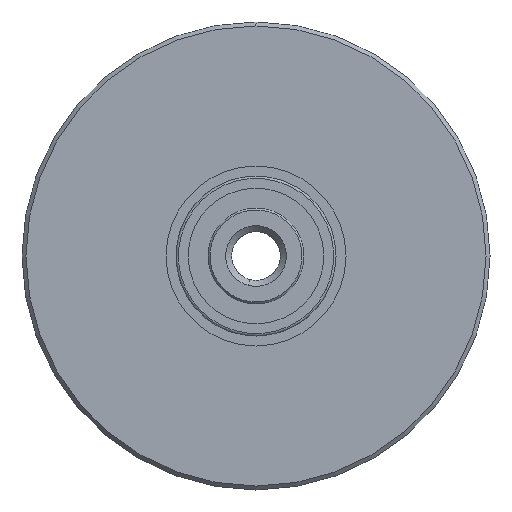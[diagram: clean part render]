
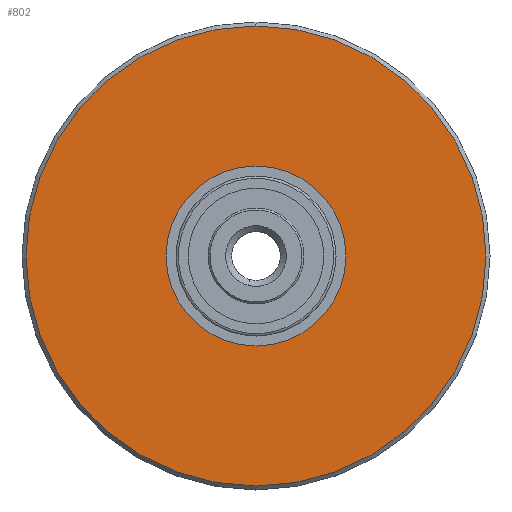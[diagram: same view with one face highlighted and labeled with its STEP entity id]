
A CAD part, left-side view. The second image highlights one B-rep face of the part: STEP entity #802.
In plain terms, the highlighted planar face has unit normal (-1, 0, 0).
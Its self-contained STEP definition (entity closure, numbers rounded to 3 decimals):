
#260 = CIRCLE ( 'NONE', #1203, 57.5 ) ;
#456 = ORIENTED_EDGE ( 'NONE', *, *, #3232, .F. ) ;
#469 = CARTESIAN_POINT ( 'NONE',  ( -8.5, 0., 0. ) ) ;
#482 = DIRECTION ( 'NONE',  ( -1., 0., 0. ) ) ;
#500 = DIRECTION ( 'NONE',  ( 0., 0., -1. ) ) ;
#587 = CIRCLE ( 'NONE', #3906, 22.5 ) ;
#654 = CARTESIAN_POINT ( 'NONE',  ( -8.5, 0., 57.5 ) ) ;
#660 = VERTEX_POINT ( 'NONE', #1640 ) ;
#762 = VERTEX_POINT ( 'NONE', #2853 ) ;
#802 = ADVANCED_FACE ( 'NONE', ( #4383, #1281 ), #1799, .F. ) ;
#867 = EDGE_LOOP ( 'NONE', ( #2145, #3397 ) ) ;
#870 = DIRECTION ( 'NONE',  ( 0., 0., 1. ) ) ;
#961 = VERTEX_POINT ( 'NONE', #654 ) ;
#1203 = AXIS2_PLACEMENT_3D ( 'NONE', #1682, #4351, #500 ) ;
#1210 = AXIS2_PLACEMENT_3D ( 'NONE', #2172, #3702, #3718 ) ;
#1281 = FACE_BOUND ( 'NONE', #4705, .T. ) ;
#1373 = DIRECTION ( 'NONE',  ( 0., 0., -1. ) ) ;
#1640 = CARTESIAN_POINT ( 'NONE',  ( -8.5, 0., -22.5 ) ) ;
#1682 = CARTESIAN_POINT ( 'NONE',  ( -8.5, 0., 0. ) ) ;
#1720 = CIRCLE ( 'NONE', #2553, 57.5 ) ;
#1799 = PLANE ( 'NONE',  #3647 ) ;
#1811 = VERTEX_POINT ( 'NONE', #4159 ) ;
#2069 = ORIENTED_EDGE ( 'NONE', *, *, #3187, .F. ) ;
#2125 = DIRECTION ( 'NONE',  ( 1., 0., 0. ) ) ;
#2145 = ORIENTED_EDGE ( 'NONE', *, *, #4268, .T. ) ;
#2172 = CARTESIAN_POINT ( 'NONE',  ( -8.5, 0., 0. ) ) ;
#2387 = CIRCLE ( 'NONE', #1210, 22.5 ) ;
#2553 = AXIS2_PLACEMENT_3D ( 'NONE', #3247, #3300, #4879 ) ;
#2853 = CARTESIAN_POINT ( 'NONE',  ( -8.5, 0., -57.5 ) ) ;
#2900 = CARTESIAN_POINT ( 'NONE',  ( -8.5, 22.5, 0. ) ) ;
#3187 = EDGE_CURVE ( 'NONE', #660, #1811, #587, .T. ) ;
#3232 = EDGE_CURVE ( 'NONE', #1811, #660, #2387, .T. ) ;
#3247 = CARTESIAN_POINT ( 'NONE',  ( -8.5, 0., 0. ) ) ;
#3300 = DIRECTION ( 'NONE',  ( -1., 0., 0. ) ) ;
#3397 = ORIENTED_EDGE ( 'NONE', *, *, #4412, .T. ) ;
#3647 = AXIS2_PLACEMENT_3D ( 'NONE', #2900, #2125, #1373 ) ;
#3702 = DIRECTION ( 'NONE',  ( -1., 0., 0. ) ) ;
#3718 = DIRECTION ( 'NONE',  ( 0., 0., 1. ) ) ;
#3906 = AXIS2_PLACEMENT_3D ( 'NONE', #469, #482, #870 ) ;
#4159 = CARTESIAN_POINT ( 'NONE',  ( -8.5, 0., 22.5 ) ) ;
#4268 = EDGE_CURVE ( 'NONE', #762, #961, #260, .T. ) ;
#4351 = DIRECTION ( 'NONE',  ( -1., 0., 0. ) ) ;
#4383 = FACE_OUTER_BOUND ( 'NONE', #867, .T. ) ;
#4412 = EDGE_CURVE ( 'NONE', #961, #762, #1720, .T. ) ;
#4705 = EDGE_LOOP ( 'NONE', ( #456, #2069 ) ) ;
#4879 = DIRECTION ( 'NONE',  ( 0., 0., -1. ) ) ;
